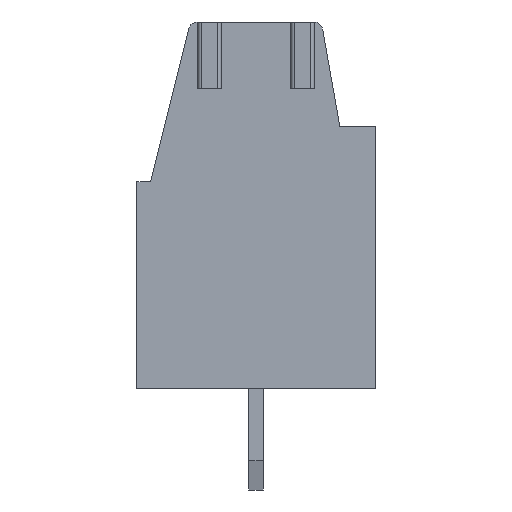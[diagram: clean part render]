
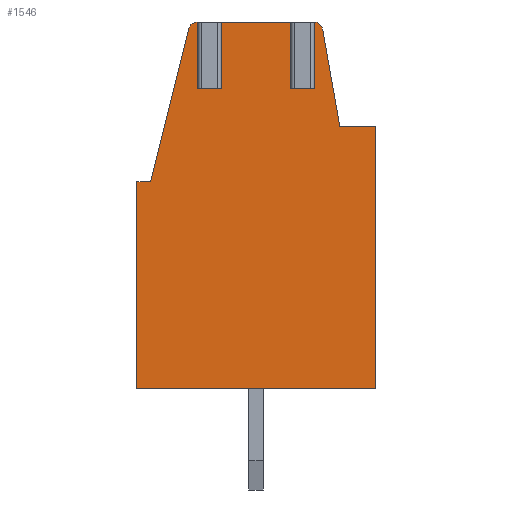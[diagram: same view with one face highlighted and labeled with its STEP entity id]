
A CAD part, left-side view. The second image highlights one B-rep face of the part: STEP entity #1546.
In plain terms, the highlighted planar face has unit normal (-1, 0, 0).
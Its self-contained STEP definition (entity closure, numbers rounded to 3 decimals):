
#1546 = ADVANCED_FACE( '', ( #3339 ), #3340, .T. );
#3339 = FACE_OUTER_BOUND( '', #5364, .T. );
#3340 = PLANE( '', #5365 );
#5364 = EDGE_LOOP( '', ( #9906, #9907, #9908, #9909, #9910, #9911, #9912, #9913, #9914, #9915, #9916, #9917, #9918, #9919, #9920, #9921, #9922, #9923 ) );
#5365 = AXIS2_PLACEMENT_3D( '', #9924, #9925, #9926 );
#9906 = ORIENTED_EDGE( '', *, *, #13272, .T. );
#9907 = ORIENTED_EDGE( '', *, *, #12937, .T. );
#9908 = ORIENTED_EDGE( '', *, *, #13686, .T. );
#9909 = ORIENTED_EDGE( '', *, *, #13687, .T. );
#9910 = ORIENTED_EDGE( '', *, *, #13528, .T. );
#9911 = ORIENTED_EDGE( '', *, *, #12108, .T. );
#9912 = ORIENTED_EDGE( '', *, *, #13688, .T. );
#9913 = ORIENTED_EDGE( '', *, *, #12154, .F. );
#9914 = ORIENTED_EDGE( '', *, *, #11912, .T. );
#9915 = ORIENTED_EDGE( '', *, *, #13689, .T. );
#9916 = ORIENTED_EDGE( '', *, *, #13690, .T. );
#9917 = ORIENTED_EDGE( '', *, *, #13691, .F. );
#9918 = ORIENTED_EDGE( '', *, *, #13692, .F. );
#9919 = ORIENTED_EDGE( '', *, *, #13153, .T. );
#9920 = ORIENTED_EDGE( '', *, *, #13693, .F. );
#9921 = ORIENTED_EDGE( '', *, *, #13694, .T. );
#9922 = ORIENTED_EDGE( '', *, *, #13011, .T. );
#9923 = ORIENTED_EDGE( '', *, *, #13651, .T. );
#9924 = CARTESIAN_POINT( '', ( -54.739, 61.943, -29.87 ) );
#9925 = DIRECTION( '', ( -1., 0., 0. ) );
#9926 = DIRECTION( '', ( 0., -1., 0. ) );
#11912 = EDGE_CURVE( '', #14301, #14299, #14302, .T. );
#12108 = EDGE_CURVE( '', #14633, #14644, #14646, .T. );
#12154 = EDGE_CURVE( '', #14301, #14725, #14726, .T. );
#12937 = EDGE_CURVE( '', #15953, #16000, #16002, .T. );
#13011 = EDGE_CURVE( '', #16104, #16109, #16111, .T. );
#13153 = EDGE_CURVE( '', #16308, #16309, #16310, .T. );
#13272 = EDGE_CURVE( '', #16483, #15953, #16487, .T. );
#13528 = EDGE_CURVE( '', #16830, #14633, #16834, .T. );
#13651 = EDGE_CURVE( '', #16109, #16483, #16987, .T. );
#13686 = EDGE_CURVE( '', #16000, #17031, #17032, .T. );
#13687 = EDGE_CURVE( '', #17031, #16830, #17033, .T. );
#13688 = EDGE_CURVE( '', #14644, #14725, #17034, .T. );
#13689 = EDGE_CURVE( '', #14299, #17035, #17036, .T. );
#13690 = EDGE_CURVE( '', #17035, #17037, #17038, .T. );
#13691 = EDGE_CURVE( '', #17039, #17037, #17040, .T. );
#13692 = EDGE_CURVE( '', #16308, #17039, #17041, .T. );
#13693 = EDGE_CURVE( '', #17042, #16309, #17043, .T. );
#13694 = EDGE_CURVE( '', #17042, #16104, #17044, .T. );
#14299 = VERTEX_POINT( '', #17811 );
#14301 = VERTEX_POINT( '', #17813 );
#14302 = LINE( '', #17814, #17815 );
#14633 = VERTEX_POINT( '', #18284 );
#14644 = VERTEX_POINT( '', #18315 );
#14646 = CIRCLE( '', #18318, 0.3 );
#14725 = VERTEX_POINT( '', #18429 );
#14726 = LINE( '', #18430, #18431 );
#15953 = VERTEX_POINT( '', #20206 );
#16000 = VERTEX_POINT( '', #20281 );
#16002 = LINE( '', #20284, #20285 );
#16104 = VERTEX_POINT( '', #20445 );
#16109 = VERTEX_POINT( '', #20452 );
#16111 = LINE( '', #20455, #20456 );
#16308 = VERTEX_POINT( '', #20738 );
#16309 = VERTEX_POINT( '', #20739 );
#16310 = LINE( '', #20740, #20741 );
#16483 = VERTEX_POINT( '', #20996 );
#16487 = LINE( '', #21002, #21003 );
#16830 = VERTEX_POINT( '', #21502 );
#16834 = LINE( '', #21508, #21509 );
#16987 = LINE( '', #21739, #21740 );
#17031 = VERTEX_POINT( '', #21811 );
#17032 = LINE( '', #21812, #21813 );
#17033 = LINE( '', #21814, #21815 );
#17034 = LINE( '', #21816, #21817 );
#17035 = VERTEX_POINT( '', #21818 );
#17036 = LINE( '', #21819, #21820 );
#17037 = VERTEX_POINT( '', #21821 );
#17038 = LINE( '', #21822, #21823 );
#17039 = VERTEX_POINT( '', #21824 );
#17040 = LINE( '', #21825, #21826 );
#17041 = LINE( '', #21827, #21828 );
#17042 = VERTEX_POINT( '', #21829 );
#17043 = LINE( '', #21830, #21831 );
#17044 = CIRCLE( '', #21832, 0.3 );
#17811 = CARTESIAN_POINT( '', ( -54.739, 62.719, -31.87 ) );
#17813 = CARTESIAN_POINT( '', ( -54.739, 61.972, -31.87 ) );
#17814 = CARTESIAN_POINT( '', ( -54.739, 62.748, -31.87 ) );
#17815 = VECTOR( '', #22637, 1000. );
#18284 = CARTESIAN_POINT( '', ( -54.739, 61.647, -29.817 ) );
#18315 = CARTESIAN_POINT( '', ( -54.739, 61.943, -29.57 ) );
#18318 = AXIS2_PLACEMENT_3D( '', #22838, #22839, #22840 );
#18429 = CARTESIAN_POINT( '', ( -54.739, 61.972, -29.57 ) );
#18430 = CARTESIAN_POINT( '', ( -54.739, 61.972, -42.171 ) );
#18431 = VECTOR( '', #22882, 1000. );
#20206 = CARTESIAN_POINT( '', ( -54.739, 68.041, -42.17 ) );
#20281 = CARTESIAN_POINT( '', ( -54.739, 59.841, -42.17 ) );
#20284 = CARTESIAN_POINT( '', ( -54.739, 59.841, -42.17 ) );
#20285 = VECTOR( '', #23786, 1000. );
#20445 = CARTESIAN_POINT( '', ( -54.739, 66.248, -29.797 ) );
#20452 = CARTESIAN_POINT( '', ( -54.739, 67.562, -35.07 ) );
#20455 = CARTESIAN_POINT( '', ( -54.739, 67.562, -35.07 ) );
#20456 = VECTOR( '', #23856, 1000. );
#20738 = CARTESIAN_POINT( '', ( -54.739, 65.919, -31.87 ) );
#20739 = CARTESIAN_POINT( '', ( -54.739, 65.919, -29.57 ) );
#20740 = CARTESIAN_POINT( '', ( -54.739, 65.919, -42.171 ) );
#20741 = VECTOR( '', #23978, 1000. );
#20996 = CARTESIAN_POINT( '', ( -54.739, 68.041, -35.07 ) );
#21002 = CARTESIAN_POINT( '', ( -54.739, 68.041, -42.17 ) );
#21003 = VECTOR( '', #24089, 1000. );
#21502 = CARTESIAN_POINT( '', ( -54.739, 61.056, -33.17 ) );
#21508 = CARTESIAN_POINT( '', ( -54.739, 61.647, -29.817 ) );
#21509 = VECTOR( '', #24315, 1000. );
#21739 = CARTESIAN_POINT( '', ( -54.739, 68.041, -35.07 ) );
#21740 = VECTOR( '', #24422, 1000. );
#21811 = CARTESIAN_POINT( '', ( -54.739, 59.841, -33.17 ) );
#21812 = CARTESIAN_POINT( '', ( -54.739, 59.841, -33.17 ) );
#21813 = VECTOR( '', #24446, 1000. );
#21814 = CARTESIAN_POINT( '', ( -54.739, 61.056, -33.17 ) );
#21815 = VECTOR( '', #24447, 1000. );
#21816 = CARTESIAN_POINT( '', ( -54.739, 65.957, -29.57 ) );
#21817 = VECTOR( '', #24448, 1000. );
#21818 = CARTESIAN_POINT( '', ( -54.739, 62.719, -29.57 ) );
#21819 = CARTESIAN_POINT( '', ( -54.739, 62.719, -42.171 ) );
#21820 = VECTOR( '', #24449, 1000. );
#21821 = CARTESIAN_POINT( '', ( -54.739, 65.172, -29.57 ) );
#21822 = CARTESIAN_POINT( '', ( -54.739, 65.957, -29.57 ) );
#21823 = VECTOR( '', #24450, 1000. );
#21824 = CARTESIAN_POINT( '', ( -54.739, 65.172, -31.87 ) );
#21825 = CARTESIAN_POINT( '', ( -54.739, 65.172, -42.171 ) );
#21826 = VECTOR( '', #24451, 1000. );
#21827 = CARTESIAN_POINT( '', ( -54.739, 65.143, -31.87 ) );
#21828 = VECTOR( '', #24452, 1000. );
#21829 = CARTESIAN_POINT( '', ( -54.739, 65.957, -29.57 ) );
#21830 = CARTESIAN_POINT( '', ( -54.739, 65.957, -29.57 ) );
#21831 = VECTOR( '', #24453, 1000. );
#21832 = AXIS2_PLACEMENT_3D( '', #24454, #24455, #24456 );
#22637 = DIRECTION( '', ( 0., 1., 0. ) );
#22838 = CARTESIAN_POINT( '', ( -54.739, 61.943, -29.87 ) );
#22839 = DIRECTION( '', ( -1., 0., 0. ) );
#22840 = DIRECTION( '', ( 0., 0.643, -0.766 ) );
#22882 = DIRECTION( '', ( 0., 0., 1. ) );
#23786 = DIRECTION( '', ( 0., -1., 0. ) );
#23856 = DIRECTION( '', ( 0., 0.242, -0.97 ) );
#23978 = DIRECTION( '', ( 0., 0., 1. ) );
#24089 = DIRECTION( '', ( 0., 0., -1. ) );
#24315 = DIRECTION( '', ( 0., 0.174, 0.985 ) );
#24422 = DIRECTION( '', ( 0., 1., 0. ) );
#24446 = DIRECTION( '', ( 0., 0., 1. ) );
#24447 = DIRECTION( '', ( 0., 1., 0. ) );
#24448 = DIRECTION( '', ( 0., 1., 0. ) );
#24449 = DIRECTION( '', ( 0., 0., 1. ) );
#24450 = DIRECTION( '', ( 0., 1., 0. ) );
#24451 = DIRECTION( '', ( 0., 0., 1. ) );
#24452 = DIRECTION( '', ( 0., -1., 0. ) );
#24453 = DIRECTION( '', ( 0., -1., 0. ) );
#24454 = CARTESIAN_POINT( '', ( -54.739, 65.957, -29.87 ) );
#24455 = DIRECTION( '', ( -1., 0., 0. ) );
#24456 = DIRECTION( '', ( 0., -0.616, -0.788 ) );
